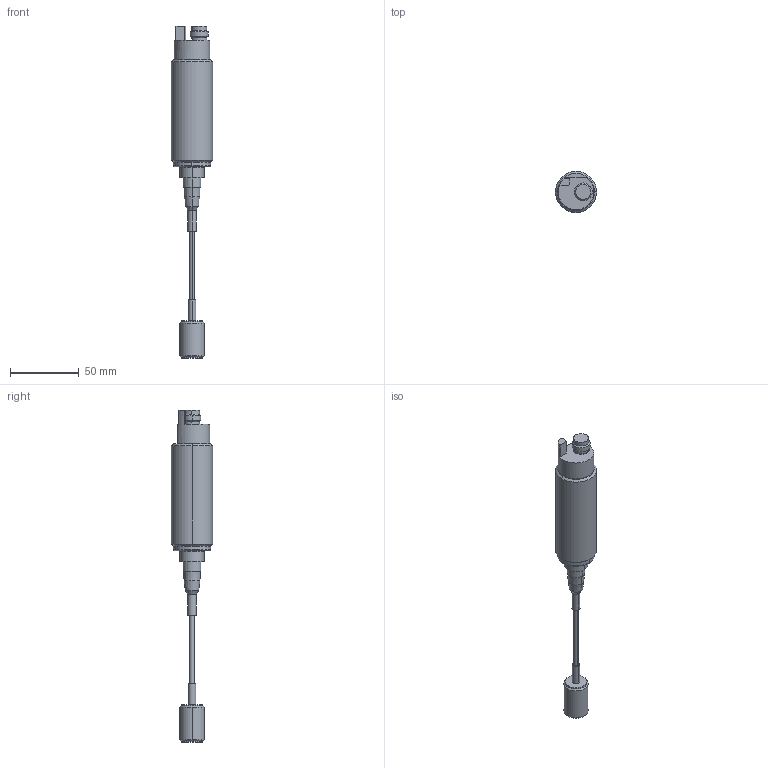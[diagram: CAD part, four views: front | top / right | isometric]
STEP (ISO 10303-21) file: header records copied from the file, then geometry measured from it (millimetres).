
FILE_DESCRIPTION((''),'2;1');
FILE_NAME('ASM0001_ASM','2011-11-30T',('dhelisch'),(''),'PRO/ENGINEER BY PARAMETRIC TECHNOLOGY CORPORATION, 2007250','PRO/ENGINEER BY PARAMETRIC TECHNOLOGY CORPORATION, 2007250','');
FILE_SCHEMA(('CONFIG_CONTROL_DESIGN'));
Length unit declared in the file: millimetre
Products named in the file (3): UC2000-30GM70-IE2R2-V15; PRT0001; ASM0001_ASM
Assembly tree (2 placements, depth 2):
  ASM0001_ASM
    UC2000-30GM70-IE2R2-V15
    PRT0001
Bounding box: 30 x 30 x 241.5 mm (x, y, z)
Volume: 74865.5 mm3; surface area: 15317.2 mm2
Topology: 2 solids, 2 shells, 109 faces, 268 edges, 206 vertices
Faces by surface type: plane 44, cylinder 37, cone 18, torus 10
Entity records: 4086 total; most frequent: DIRECTION 616, CARTESIAN_POINT 532, ORIENTED_EDGE 470, PRESENTATION_STYLE_ASSIGNMENT 243, STYLED_ITEM 240, EDGE_CURVE 235, CURVE_STYLE 231, AXIS2_PLACEMENT_3D 228
